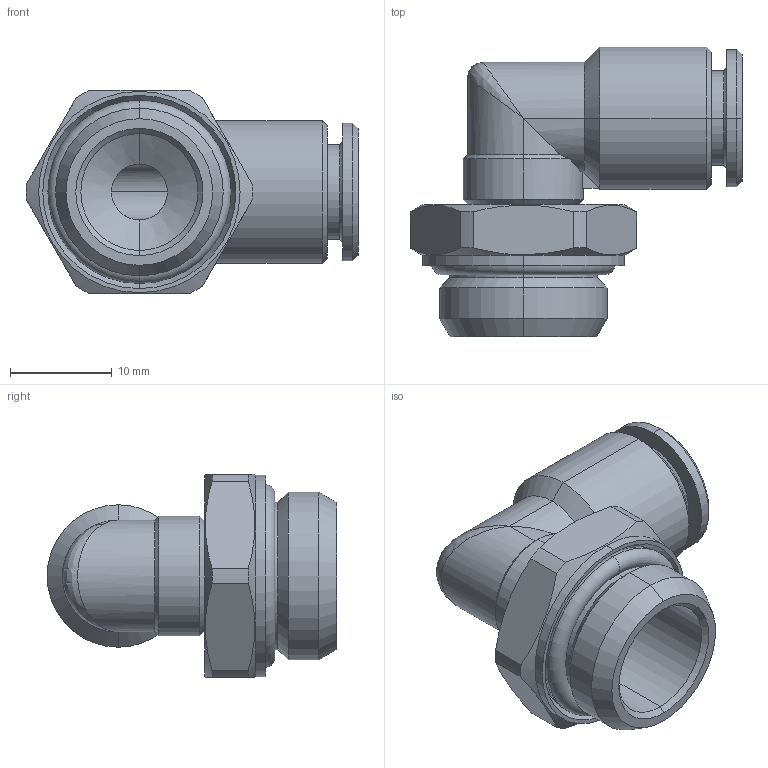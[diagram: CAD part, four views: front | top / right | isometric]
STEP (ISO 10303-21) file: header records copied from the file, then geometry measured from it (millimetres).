
FILE_DESCRIPTION (( 'STEP AP203' ), '1' );
FILE_NAME ('B0080043.STEP', '2011-03-23T10:58:54', ( '' ), ( 'sopra-pneumatic' ), 'SwSTEP 2.0', 'SolidWorks 2009', '' );
FILE_SCHEMA (( 'CONFIG_CONTROL_DESIGN' ));
Length unit declared in the file: millimetre
Products named in the file (1): B0080043
Bounding box: 32.65 x 28.5 x 20 mm (x, y, z)
Volume: 4698.8 mm3; surface area: 4218.6 mm2
Topology: 2 solids, 4 shells, 101 faces, 227 edges, 136 vertices
Faces by surface type: cylinder 40, cone 31, plane 25, torus 4, bspline 1
Entity records: 3530 total; most frequent: CARTESIAN_POINT 1212, DIRECTION 492, ORIENTED_EDGE 450, EDGE_CURVE 225, AXIS2_PLACEMENT_3D 199, VERTEX_POINT 136, EDGE_LOOP 109, ADVANCED_FACE 101
